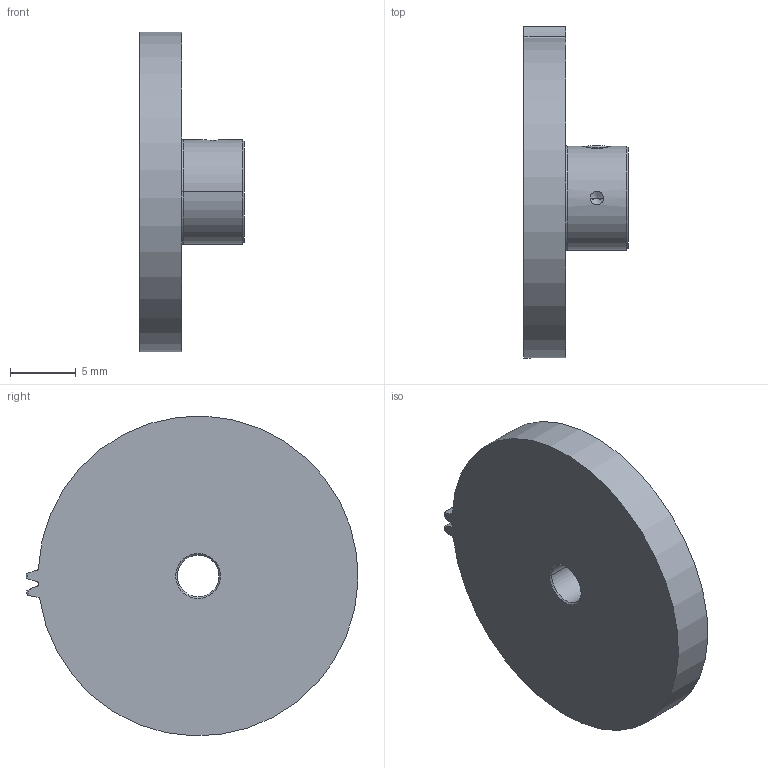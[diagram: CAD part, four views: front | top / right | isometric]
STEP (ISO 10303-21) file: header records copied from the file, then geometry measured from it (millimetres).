
FILE_DESCRIPTION((''),'2;1');
FILE_NAME('50540','2013-02-11T',('carefree'),(''),'PRO/ENGINEER BY PARAMETRIC TECHNOLOGY CORPORATION, 2005030','PRO/ENGINEER BY PARAMETRIC TECHNOLOGY CORPORATION, 2005030','');
FILE_SCHEMA(('CONFIG_CONTROL_DESIGN'));
Length unit declared in the file: inch
Products named in the file (1): 50540
Bounding box: 7.92 x 25.26 x 24.33 mm (x, y, z)
Volume: 1650.9 mm3; surface area: 1395.4 mm2
Topology: 2 solids, 2 shells, 62 faces, 147 edges, 89 vertices
Faces by surface type: cylinder 20, plane 18, cone 12, torus 6, extrusion 4, bspline 2
Entity records: 2171 total; most frequent: CARTESIAN_POINT 724, ORIENTED_EDGE 290, DIRECTION 287, EDGE_CURVE 145, AXIS2_PLACEMENT_3D 108, VERTEX_POINT 89, VECTOR 71, EDGE_LOOP 68
